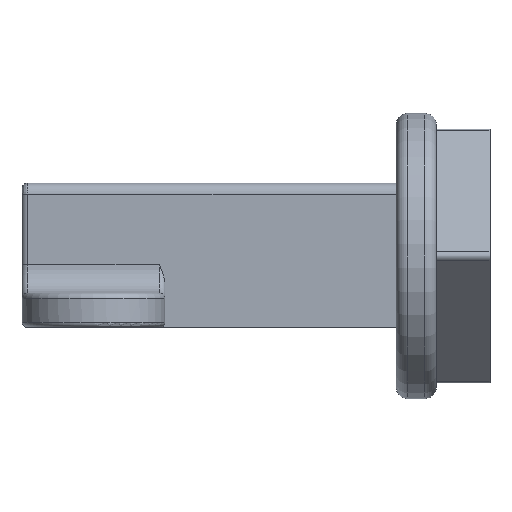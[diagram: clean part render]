
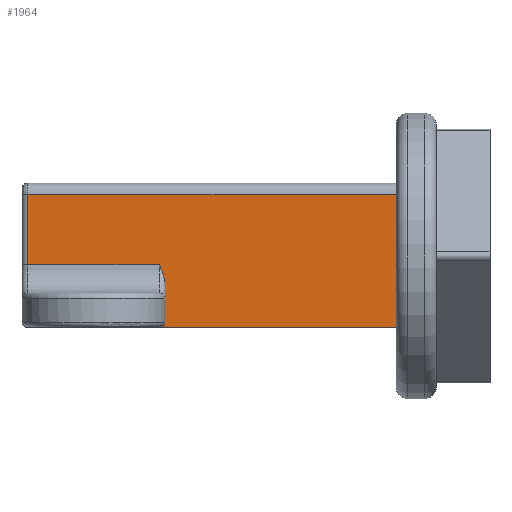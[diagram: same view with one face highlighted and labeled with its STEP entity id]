
A CAD part, front view. The second image highlights one B-rep face of the part: STEP entity #1964.
In plain terms, the highlighted planar face has unit normal (0, -1, 0).
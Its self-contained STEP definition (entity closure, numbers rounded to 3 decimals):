
#65=PLANE('',#2132);
#111=B_SPLINE_CURVE_WITH_KNOTS('',3,(#2966,#2967,#2968,#2969),
 .UNSPECIFIED.,.F.,.F.,(4,4),(0.,0.331),.UNSPECIFIED.);
#148=FACE_OUTER_BOUND('',#271,.T.);
#271=EDGE_LOOP('',(#1425,#1426,#1427,#1428,#1429,#1430,#1431,#1432,#1433,
#1434));
#383=LINE('',#2935,#561);
#391=LINE('',#3000,#569);
#396=LINE('',#3053,#574);
#409=LINE('',#3102,#587);
#411=LINE('',#3106,#589);
#412=LINE('',#3108,#590);
#413=LINE('',#3109,#591);
#561=VECTOR('',#2302,10.);
#569=VECTOR('',#2362,10.);
#574=VECTOR('',#2393,10.);
#587=VECTOR('',#2440,10.);
#589=VECTOR('',#2444,10.);
#590=VECTOR('',#2445,10.);
#591=VECTOR('',#2446,10.);
#737=CIRCLE('',#2071,0.9);
#746=CIRCLE('',#2083,1.);
#836=VERTEX_POINT('',#2896);
#837=VERTEX_POINT('',#2898);
#840=VERTEX_POINT('',#2933);
#849=VERTEX_POINT('',#2956);
#852=VERTEX_POINT('',#2963);
#853=VERTEX_POINT('',#2965);
#860=VERTEX_POINT('',#2990);
#862=VERTEX_POINT('',#2996);
#891=VERTEX_POINT('',#3105);
#892=VERTEX_POINT('',#3107);
#1018=EDGE_CURVE('',#836,#837,#737,.F.);
#1024=EDGE_CURVE('',#840,#836,#383,.T.);
#1034=EDGE_CURVE('',#849,#840,#746,.T.);
#1037=EDGE_CURVE('',#852,#853,#111,.F.);
#1053=EDGE_CURVE('',#860,#862,#391,.T.);
#1068=EDGE_CURVE('',#837,#852,#396,.T.);
#1092=EDGE_CURVE('',#853,#860,#409,.T.);
#1094=EDGE_CURVE('',#849,#891,#411,.T.);
#1095=EDGE_CURVE('',#892,#891,#412,.T.);
#1096=EDGE_CURVE('',#862,#892,#413,.T.);
#1425=ORIENTED_EDGE('',*,*,#1053,.F.);
#1426=ORIENTED_EDGE('',*,*,#1092,.F.);
#1427=ORIENTED_EDGE('',*,*,#1037,.F.);
#1428=ORIENTED_EDGE('',*,*,#1068,.F.);
#1429=ORIENTED_EDGE('',*,*,#1018,.F.);
#1430=ORIENTED_EDGE('',*,*,#1024,.F.);
#1431=ORIENTED_EDGE('',*,*,#1034,.F.);
#1432=ORIENTED_EDGE('',*,*,#1094,.T.);
#1433=ORIENTED_EDGE('',*,*,#1095,.F.);
#1434=ORIENTED_EDGE('',*,*,#1096,.F.);
#1964=ADVANCED_FACE('',(#148),#65,.T.);
#2071=AXIS2_PLACEMENT_3D('',#2899,#2290,#2291);
#2083=AXIS2_PLACEMENT_3D('',#2958,#2319,#2320);
#2132=AXIS2_PLACEMENT_3D('',#3104,#2442,#2443);
#2290=DIRECTION('center_axis',(0.,1.,0.));
#2291=DIRECTION('ref_axis',(0.707,0.,-0.707));
#2302=DIRECTION('',(1.,0.,0.));
#2319=DIRECTION('center_axis',(0.,1.,0.));
#2320=DIRECTION('ref_axis',(-0.707,0.,-0.707));
#2362=DIRECTION('',(0.,0.,1.));
#2393=DIRECTION('',(0.,0.,1.));
#2440=DIRECTION('',(-1.,0.,0.));
#2442=DIRECTION('center_axis',(0.,-1.,0.));
#2443=DIRECTION('ref_axis',(0.,0.,1.));
#2444=DIRECTION('',(1.,0.,0.));
#2445=DIRECTION('',(0.,0.,-1.));
#2446=DIRECTION('',(1.,0.,0.));
#2896=CARTESIAN_POINT('',(31.6,41.5,0.));
#2898=CARTESIAN_POINT('',(32.5,41.5,0.9));
#2899=CARTESIAN_POINT('Origin',(31.6,41.5,0.9));
#2933=CARTESIAN_POINT('',(8.473,41.5,0.));
#2935=CARTESIAN_POINT('',(51.5,41.5,0.));
#2956=CARTESIAN_POINT('',(8.5,41.5,0.));
#2958=CARTESIAN_POINT('Origin',(8.5,41.5,1.));
#2963=CARTESIAN_POINT('',(32.5,41.5,7.683));
#2965=CARTESIAN_POINT('',(31.5,41.5,11.));
#2966=CARTESIAN_POINT('Ctrl Pts',(31.5,41.5,11.));
#2967=CARTESIAN_POINT('Ctrl Pts',(31.951,41.5,9.992));
#2968=CARTESIAN_POINT('Ctrl Pts',(32.5,41.5,8.787));
#2969=CARTESIAN_POINT('Ctrl Pts',(32.5,41.5,7.683));
#2990=CARTESIAN_POINT('',(8.5,41.5,11.));
#2996=CARTESIAN_POINT('',(8.5,41.5,23.257));
#3000=CARTESIAN_POINT('',(8.5,41.5,-2.));
#3053=CARTESIAN_POINT('',(32.5,41.5,-3.5));
#3102=CARTESIAN_POINT('',(56.5,41.5,11.));
#3104=CARTESIAN_POINT('Origin',(73.,41.5,-10.));
#3105=CARTESIAN_POINT('',(73.,41.5,0.));
#3106=CARTESIAN_POINT('',(40.25,41.5,0.));
#3107=CARTESIAN_POINT('',(73.,41.5,23.257));
#3108=CARTESIAN_POINT('',(73.,41.5,-10.));
#3109=CARTESIAN_POINT('',(73.,41.5,23.257));
